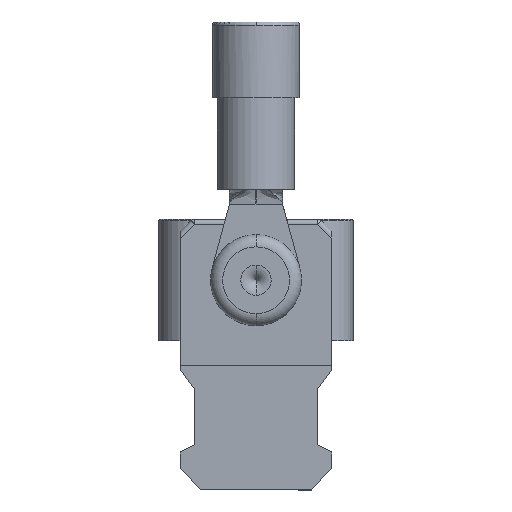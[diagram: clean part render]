
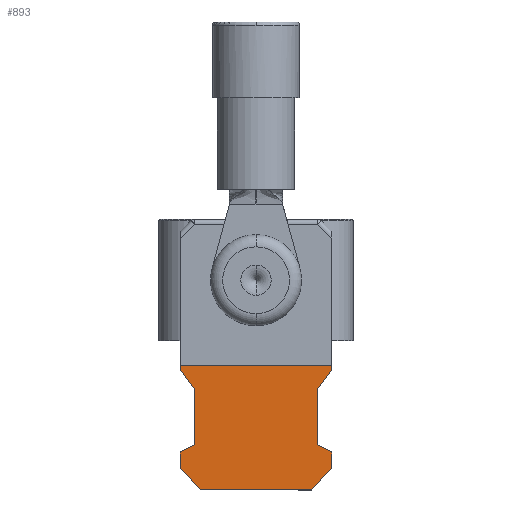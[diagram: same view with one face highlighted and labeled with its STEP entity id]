
A CAD part, front view. The second image highlights one B-rep face of the part: STEP entity #893.
In plain terms, the highlighted planar face has unit normal (0, -1, 0).
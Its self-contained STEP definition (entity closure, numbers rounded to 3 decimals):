
#121 = VERTEX_POINT ( 'NONE', #17469 ) ;
#133 = ORIENTED_EDGE ( 'NONE', *, *, #2514, .T. ) ;
#484 = VERTEX_POINT ( 'NONE', #5020 ) ;
#640 = CARTESIAN_POINT ( 'NONE',  ( 97.123, 101.049, 262.718 ) ) ;
#893 = ADVANCED_FACE ( 'NONE', ( #18615 ), #5539, .T. ) ;
#977 = LINE ( 'NONE', #6694, #5396 ) ;
#1001 = VECTOR ( 'NONE', #6270, 1000. ) ;
#1244 = VERTEX_POINT ( 'NONE', #5801 ) ;
#1765 = EDGE_CURVE ( 'NONE', #5440, #15062, #6904, .T. ) ;
#2109 = VECTOR ( 'NONE', #6552, 1000. ) ;
#2128 = VERTEX_POINT ( 'NONE', #17990 ) ;
#2148 = CARTESIAN_POINT ( 'NONE',  ( 102.551, 101.049, 262.718 ) ) ;
#2325 = EDGE_CURVE ( 'NONE', #1244, #10749, #5304, .T. ) ;
#2501 = VERTEX_POINT ( 'NONE', #15369 ) ;
#2514 = EDGE_CURVE ( 'NONE', #121, #14487, #9476, .T. ) ;
#3373 = ORIENTED_EDGE ( 'NONE', *, *, #13095, .T. ) ;
#3381 = CARTESIAN_POINT ( 'NONE',  ( 0., 101.049, 261.793 ) ) ;
#3418 = VECTOR ( 'NONE', #5623, 1000. ) ;
#3675 = CARTESIAN_POINT ( 'NONE',  ( 94.615, 101.049, 254.044 ) ) ;
#3791 = LINE ( 'NONE', #15402, #4234 ) ;
#4172 = LINE ( 'NONE', #5172, #10382 ) ;
#4234 = VECTOR ( 'NONE', #12299, 1000. ) ;
#4764 = EDGE_CURVE ( 'NONE', #10749, #484, #977, .T. ) ;
#5020 = CARTESIAN_POINT ( 'NONE',  ( 102.835, 101.049, 252.718 ) ) ;
#5126 = LINE ( 'NONE', #3675, #13473 ) ;
#5172 = CARTESIAN_POINT ( 'NONE',  ( 97.123, 101.049, 252.718 ) ) ;
#5229 = ORIENTED_EDGE ( 'NONE', *, *, #10626, .T. ) ;
#5304 = LINE ( 'NONE', #14218, #6707 ) ;
#5396 = VECTOR ( 'NONE', #11283, 1000. ) ;
#5440 = VERTEX_POINT ( 'NONE', #11001 ) ;
#5443 = EDGE_CURVE ( 'NONE', #2128, #5697, #13936, .T. ) ;
#5539 = PLANE ( 'NONE',  #17500 ) ;
#5583 = CARTESIAN_POINT ( 'NONE',  ( 94.615, 101.049, 261.391 ) ) ;
#5623 = DIRECTION ( 'NONE',  ( 0., 0., -1. ) ) ;
#5697 = VERTEX_POINT ( 'NONE', #16519 ) ;
#5801 = CARTESIAN_POINT ( 'NONE',  ( 101.272, 101.049, 253.642 ) ) ;
#6011 = CARTESIAN_POINT ( 'NONE',  ( 120.942, 101.049, 262.718 ) ) ;
#6270 = DIRECTION ( 'NONE',  ( -0.443, 0., 0.897 ) ) ;
#6278 = EDGE_CURVE ( 'NONE', #2501, #8315, #3791, .T. ) ;
#6294 = EDGE_CURVE ( 'NONE', #484, #5440, #9398, .T. ) ;
#6543 = LINE ( 'NONE', #11024, #12872 ) ;
#6552 = DIRECTION ( 'NONE',  ( 0., 0., 1. ) ) ;
#6610 = DIRECTION ( 'NONE',  ( 1., 0., 0. ) ) ;
#6621 = DIRECTION ( 'NONE',  ( -1., 0., 0. ) ) ;
#6689 = EDGE_LOOP ( 'NONE', ( #17910, #14573, #8271, #10013, #11713, #133, #16247, #3373, #7190, #8700, #5229, #14779, #9314, #11924 ) ) ;
#6694 = CARTESIAN_POINT ( 'NONE',  ( 0., 101.049, 252.718 ) ) ;
#6707 = VECTOR ( 'NONE', #11305, 1000. ) ;
#6773 = VERTEX_POINT ( 'NONE', #640 ) ;
#6904 = LINE ( 'NONE', #6011, #18027 ) ;
#7062 = DIRECTION ( 'NONE',  ( 0., -1., 0. ) ) ;
#7190 = ORIENTED_EDGE ( 'NONE', *, *, #6278, .T. ) ;
#8083 = DIRECTION ( 'NONE',  ( 0.742, 0., -0.671 ) ) ;
#8134 = LINE ( 'NONE', #2148, #18075 ) ;
#8271 = ORIENTED_EDGE ( 'NONE', *, *, #6294, .T. ) ;
#8315 = VERTEX_POINT ( 'NONE', #5583 ) ;
#8500 = LINE ( 'NONE', #13111, #3418 ) ;
#8664 = CARTESIAN_POINT ( 'NONE',  ( 94.615, 101.049, 254.044 ) ) ;
#8700 = ORIENTED_EDGE ( 'NONE', *, *, #14758, .T. ) ;
#8948 = CARTESIAN_POINT ( 'NONE',  ( 0., 101.049, 253.642 ) ) ;
#9314 = ORIENTED_EDGE ( 'NONE', *, *, #10480, .T. ) ;
#9367 = DIRECTION ( 'NONE',  ( -1., 0., 0. ) ) ;
#9398 = LINE ( 'NONE', #11030, #2109 ) ;
#9476 = LINE ( 'NONE', #3381, #13412 ) ;
#9732 = DIRECTION ( 'NONE',  ( 0., 0., -1. ) ) ;
#9822 = EDGE_CURVE ( 'NONE', #15062, #121, #8134, .T. ) ;
#10013 = ORIENTED_EDGE ( 'NONE', *, *, #1765, .T. ) ;
#10361 = LINE ( 'NONE', #8948, #13174 ) ;
#10382 = VECTOR ( 'NONE', #15998, 1000. ) ;
#10480 = EDGE_CURVE ( 'NONE', #5697, #18514, #4172, .T. ) ;
#10598 = CARTESIAN_POINT ( 'NONE',  ( 97.58, 101.049, 261.793 ) ) ;
#10626 = EDGE_CURVE ( 'NONE', #12942, #2128, #5126, .T. ) ;
#10749 = VERTEX_POINT ( 'NONE', #14225 ) ;
#10921 = VECTOR ( 'NONE', #6610, 1000. ) ;
#11001 = CARTESIAN_POINT ( 'NONE',  ( 102.835, 101.049, 262.718 ) ) ;
#11024 = CARTESIAN_POINT ( 'NONE',  ( 0., 101.049, 262.718 ) ) ;
#11030 = CARTESIAN_POINT ( 'NONE',  ( 102.835, 101.049, 0. ) ) ;
#11283 = DIRECTION ( 'NONE',  ( 1., 0., 0. ) ) ;
#11305 = DIRECTION ( 'NONE',  ( 0.81, 0., -0.586 ) ) ;
#11713 = ORIENTED_EDGE ( 'NONE', *, *, #9822, .T. ) ;
#11924 = ORIENTED_EDGE ( 'NONE', *, *, #18710, .T. ) ;
#11959 = DIRECTION ( 'NONE',  ( -1., 0., 0. ) ) ;
#12199 = DIRECTION ( 'NONE',  ( 1., 0., 0. ) ) ;
#12299 = DIRECTION ( 'NONE',  ( -0.742, 0., -0.671 ) ) ;
#12872 = VECTOR ( 'NONE', #6621, 1000. ) ;
#12942 = VERTEX_POINT ( 'NONE', #8664 ) ;
#13095 = EDGE_CURVE ( 'NONE', #6773, #2501, #6543, .T. ) ;
#13111 = CARTESIAN_POINT ( 'NONE',  ( 94.615, 101.049, 0. ) ) ;
#13174 = VECTOR ( 'NONE', #12199, 1000. ) ;
#13378 = CARTESIAN_POINT ( 'NONE',  ( 97.58, 101.049, 261.793 ) ) ;
#13412 = VECTOR ( 'NONE', #9367, 1000. ) ;
#13473 = VECTOR ( 'NONE', #8083, 1000. ) ;
#13936 = LINE ( 'NONE', #17014, #10921 ) ;
#13967 = CARTESIAN_POINT ( 'NONE',  ( 102.551, 101.049, 262.718 ) ) ;
#14218 = CARTESIAN_POINT ( 'NONE',  ( 101.272, 101.049, 253.642 ) ) ;
#14225 = CARTESIAN_POINT ( 'NONE',  ( 102.551, 101.049, 252.718 ) ) ;
#14487 = VERTEX_POINT ( 'NONE', #10598 ) ;
#14573 = ORIENTED_EDGE ( 'NONE', *, *, #4764, .T. ) ;
#14758 = EDGE_CURVE ( 'NONE', #8315, #12942, #8500, .T. ) ;
#14779 = ORIENTED_EDGE ( 'NONE', *, *, #5443, .T. ) ;
#14836 = LINE ( 'NONE', #13378, #1001 ) ;
#15062 = VERTEX_POINT ( 'NONE', #13967 ) ;
#15369 = CARTESIAN_POINT ( 'NONE',  ( 96.081, 101.049, 262.718 ) ) ;
#15402 = CARTESIAN_POINT ( 'NONE',  ( 96.081, 101.049, 262.718 ) ) ;
#15638 = EDGE_CURVE ( 'NONE', #14487, #6773, #14836, .T. ) ;
#15998 = DIRECTION ( 'NONE',  ( 0.443, 0., 0.897 ) ) ;
#16247 = ORIENTED_EDGE ( 'NONE', *, *, #15638, .T. ) ;
#16519 = CARTESIAN_POINT ( 'NONE',  ( 97.123, 101.049, 252.718 ) ) ;
#16923 = DIRECTION ( 'NONE',  ( -0.81, 0., -0.586 ) ) ;
#17014 = CARTESIAN_POINT ( 'NONE',  ( 0., 101.049, 252.718 ) ) ;
#17196 = CARTESIAN_POINT ( 'NONE',  ( 0., 101.049, 0. ) ) ;
#17469 = CARTESIAN_POINT ( 'NONE',  ( 101.272, 101.049, 261.793 ) ) ;
#17500 = AXIS2_PLACEMENT_3D ( 'NONE', #17196, #7062, #9732 ) ;
#17910 = ORIENTED_EDGE ( 'NONE', *, *, #2325, .T. ) ;
#17990 = CARTESIAN_POINT ( 'NONE',  ( 96.081, 101.049, 252.718 ) ) ;
#18027 = VECTOR ( 'NONE', #11959, 1000. ) ;
#18075 = VECTOR ( 'NONE', #16923, 1000. ) ;
#18511 = CARTESIAN_POINT ( 'NONE',  ( 97.58, 101.049, 253.642 ) ) ;
#18514 = VERTEX_POINT ( 'NONE', #18511 ) ;
#18615 = FACE_OUTER_BOUND ( 'NONE', #6689, .T. ) ;
#18710 = EDGE_CURVE ( 'NONE', #18514, #1244, #10361, .T. ) ;
